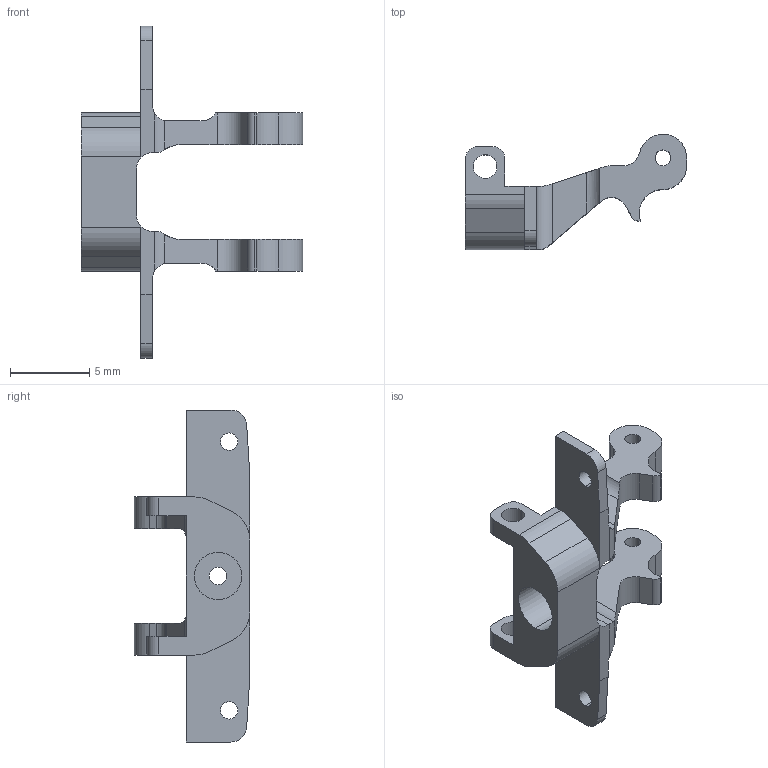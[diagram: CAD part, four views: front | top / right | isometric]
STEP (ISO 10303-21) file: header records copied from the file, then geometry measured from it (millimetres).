
FILE_DESCRIPTION (( 'STEP AP214' ), '1' );
FILE_NAME ('Corps de pince.STEP', '2020-04-07T10:05:53', ( '' ), ( '' ), 'SwSTEP 2.0', 'SolidWorks 2014', '' );
FILE_SCHEMA (( 'AUTOMOTIVE_DESIGN' ));
Length unit declared in the file: millimetre
Products named in the file (1): Corps de pince
Bounding box: 14 x 7.3 x 21 mm (x, y, z)
Volume: 266.7 mm3; surface area: 563.3 mm2
Topology: 1 solids, 1 shells, 98 faces, 285 edges, 190 vertices
Faces by surface type: cylinder 53, plane 45
Entity records: 3347 total; most frequent: CARTESIAN_POINT 648, ORIENTED_EDGE 570, DIRECTION 557, EDGE_CURVE 285, AXIS2_PLACEMENT_3D 193, VERTEX_POINT 190, LINE 171, VECTOR 171
